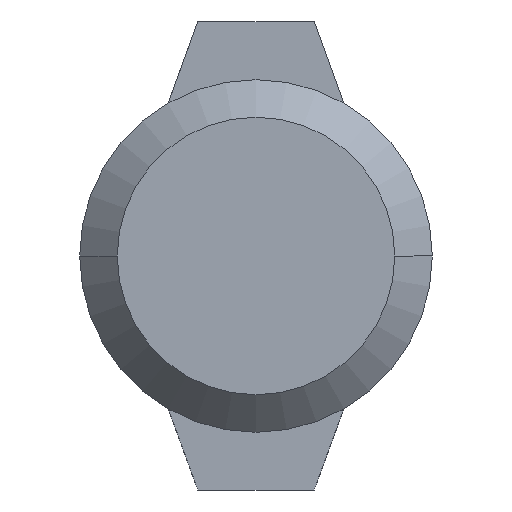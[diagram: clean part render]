
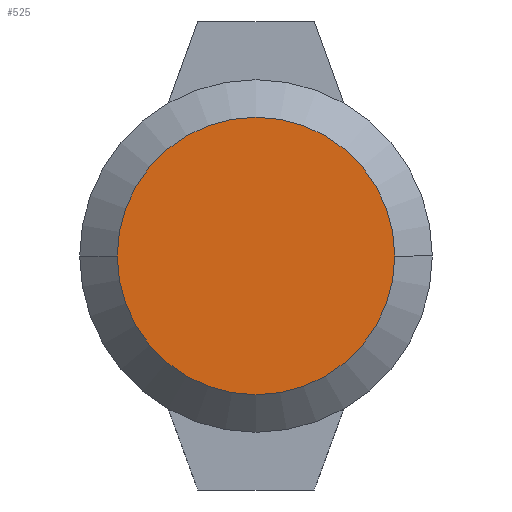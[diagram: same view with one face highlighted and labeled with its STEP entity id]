
A CAD part, front view. The second image highlights one B-rep face of the part: STEP entity #525.
In plain terms, the highlighted planar face has unit normal (0, -1, 0).
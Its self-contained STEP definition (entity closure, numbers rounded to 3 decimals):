
#505=CARTESIAN_POINT('POINT25',(0.074,-0.376,
   0.));
#506=VERTEX_POINT('VERTEX25',#505);
#507=CARTESIAN_POINT('POINT26',(-0.074,-0.376,
   0.));
#508=VERTEX_POINT('VERTEX26',#507);
#509=CARTESIAN_POINT('POS36',(0.,-0.376,0.));
#510=DIRECTION('DIR53',(0.,-1.,0.));
#511=DIRECTION('DIR54',(-1.,0.,0.));
#512=AXIS2_PLACEMENT_3D('AXIS18',#509,#510,#511);
#513=CIRCLE('ELLIPSE6',#512,0.074);
#514=EDGE_CURVE('EDGE37',#506,#508,#513,.T.);
#515=ORIENTED_EDGE('COEDGE71',*,*,#514,.T.);
#516=EDGE_CURVE('EDGE38',#508,#506,#513,.T.);
#517=ORIENTED_EDGE('COEDGE72',*,*,#516,.T.);
#518=EDGE_LOOP('NONE',(#515,#517));
#519=FACE_BOUND('LOOP1',#518,.T.);
#520=CARTESIAN_POINT('POS37',(0.,-0.376,0.));
#521=DIRECTION('DIR55',(0.,1.,0.));
#522=DIRECTION('DIR56',(1.,0.,0.));
#523=AXIS2_PLACEMENT_3D('AXIS19',#520,#521,#522);
#524=PLANE('PLANE10',#523);
#525=ADVANCED_FACE('FACE16',(#519),#524,.F.);
